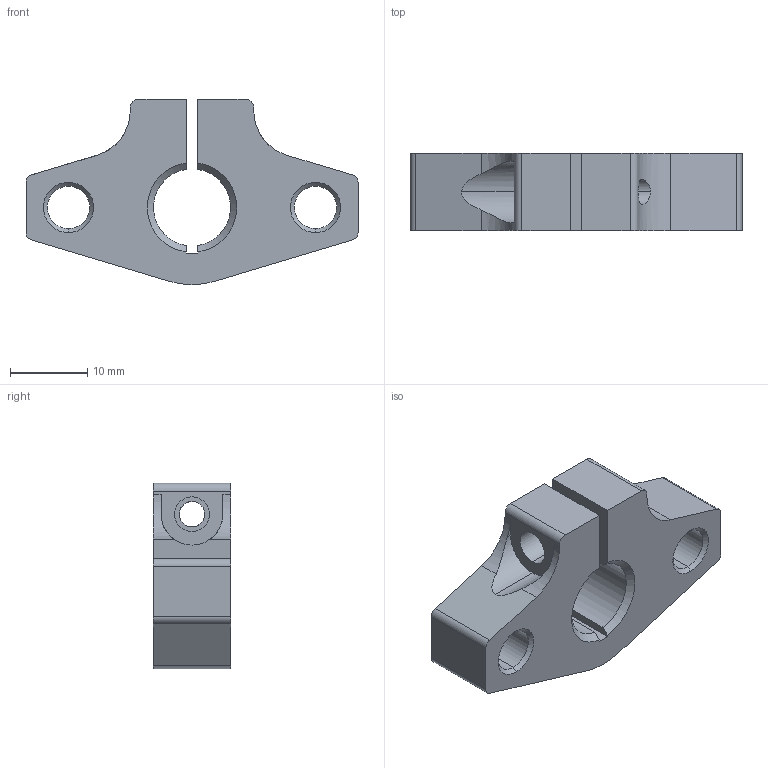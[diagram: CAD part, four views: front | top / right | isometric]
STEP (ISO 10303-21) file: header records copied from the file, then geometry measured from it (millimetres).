
FILE_DESCRIPTION (( 'STEP AP203' ), '1' );
FILE_NAME ('C-SHFMQ10.STEP', '2020-08-18T11:24:38', ( 'PC' ), ( 'Microsoft' ), 'SwSTEP 2.0', 'SolidWorks 2018', '' );
FILE_SCHEMA (( 'CONFIG_CONTROL_DESIGN' ));
Length unit declared in the file: millimetre
Products named in the file (1): C-SHFMQ10
Bounding box: 43 x 10 x 24 mm (x, y, z)
Volume: 5350.3 mm3; surface area: 3197.9 mm2
Topology: 1 solids, 1 shells, 54 faces, 148 edges, 96 vertices
Faces by surface type: cylinder 23, plane 19, cone 12
Entity records: 1893 total; most frequent: CARTESIAN_POINT 407, DIRECTION 298, ORIENTED_EDGE 296, EDGE_CURVE 148, AXIS2_PLACEMENT_3D 109, VERTEX_POINT 96, VECTOR 80, LINE 80
